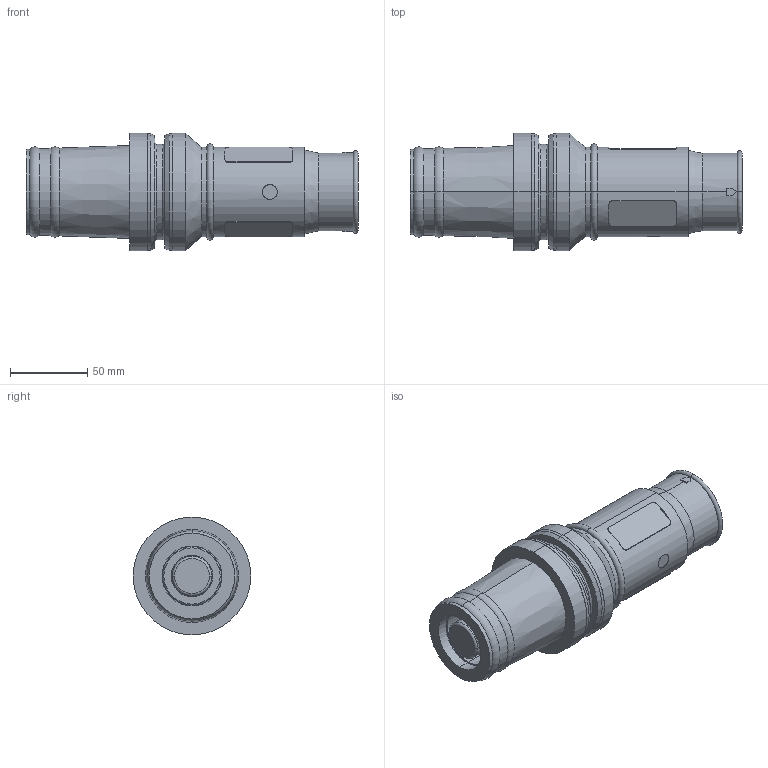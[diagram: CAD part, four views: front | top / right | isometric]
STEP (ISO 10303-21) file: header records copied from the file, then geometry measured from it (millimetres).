
FILE_DESCRIPTION (( 'STEP AP214' ), '1' );
FILE_NAME ('CATSTD-49M64-000.STEP', '2022-03-01T19:13:01', ( '' ), ( '' ), 'SwSTEP 2.0', 'SolidWorks 2020', '' );
FILE_SCHEMA (( 'AUTOMOTIVE_DESIGN' ));
Length unit declared in the file: inch
Products named in the file (1): CATSTD-49M64-000
Bounding box: 215.14 x 76.2 x 76.2 mm (x, y, z)
Volume: 444405.6 mm3; surface area: 86204 mm2
Topology: 1 solids, 2 shells, 201 faces, 458 edges, 279 vertices
Faces by surface type: cylinder 86, plane 58, cone 41, torus 16
Entity records: 6474 total; most frequent: CARTESIAN_POINT 1753, DIRECTION 1034, ORIENTED_EDGE 912, EDGE_CURVE 456, AXIS2_PLACEMENT_3D 418, VERTEX_POINT 279, EDGE_LOOP 223, CIRCLE 216
